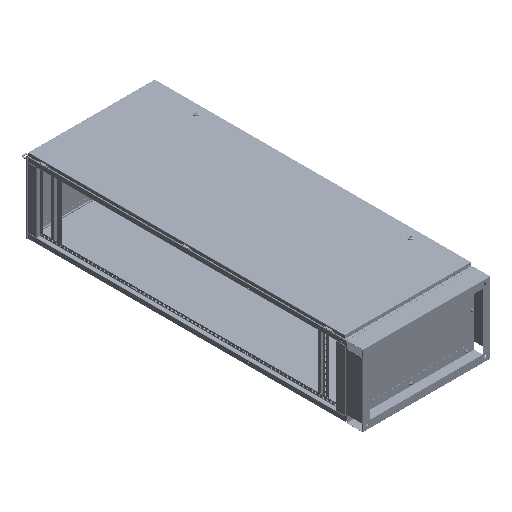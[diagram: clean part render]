
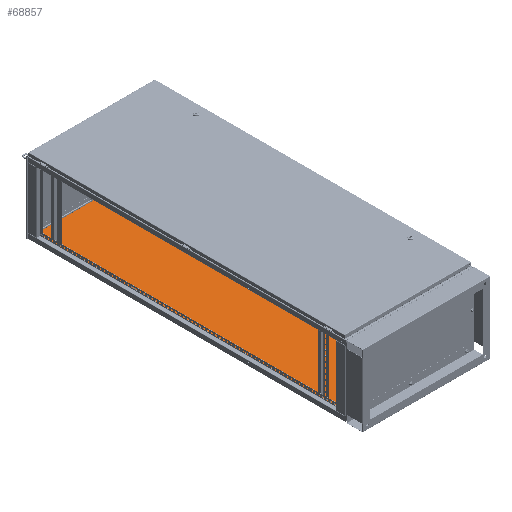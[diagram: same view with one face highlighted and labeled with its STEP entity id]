
A CAD part, isometric view. The second image highlights one B-rep face of the part: STEP entity #68857.
In plain terms, the highlighted face is planar.
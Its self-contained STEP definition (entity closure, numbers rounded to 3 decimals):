
#5565 = CARTESIAN_POINT ( 'NONE',  ( -798., 1998.823, -1. ) ) ;
#6840 = EDGE_CURVE ( 'NONE', #43896, #20101, #43437, .T. ) ;
#8129 = EDGE_CURVE ( 'NONE', #20101, #80642, #42115, .T. ) ;
#8647 = VECTOR ( 'NONE', #82816, 1000. ) ;
#11886 = PLANE ( 'NONE',  #64567 ) ;
#17818 = CARTESIAN_POINT ( 'NONE',  ( -2., 1.177, -1. ) ) ;
#17871 = CARTESIAN_POINT ( 'NONE',  ( 0., 0., -1. ) ) ;
#19617 = VECTOR ( 'NONE', #77232, 1000. ) ;
#20101 = VERTEX_POINT ( 'NONE', #67652 ) ;
#32469 = EDGE_LOOP ( 'NONE', ( #82590, #79075, #46371, #61511 ) ) ;
#39267 = VECTOR ( 'NONE', #45492, 1000. ) ;
#39450 = EDGE_CURVE ( 'NONE', #63111, #43896, #61763, .T. ) ;
#42115 = LINE ( 'NONE', #45016, #39267 ) ;
#43437 = LINE ( 'NONE', #5565, #8647 ) ;
#43896 = VERTEX_POINT ( 'NONE', #53526 ) ;
#45016 = CARTESIAN_POINT ( 'NONE',  ( -798.823, 2., -1. ) ) ;
#45492 = DIRECTION ( 'NONE',  ( 1., 0., 0. ) ) ;
#46371 = ORIENTED_EDGE ( 'NONE', *, *, #39450, .F. ) ;
#49571 = CARTESIAN_POINT ( 'NONE',  ( -2., 1998., -1. ) ) ;
#53526 = CARTESIAN_POINT ( 'NONE',  ( -798., 1998., -1. ) ) ;
#55224 = EDGE_CURVE ( 'NONE', #80642, #63111, #85206, .T. ) ;
#61511 = ORIENTED_EDGE ( 'NONE', *, *, #55224, .F. ) ;
#61763 = LINE ( 'NONE', #77730, #96810 ) ;
#63111 = VERTEX_POINT ( 'NONE', #49571 ) ;
#64567 = AXIS2_PLACEMENT_3D ( 'NONE', #17871, #91861, #76906 ) ;
#67652 = CARTESIAN_POINT ( 'NONE',  ( -798., 2., -1. ) ) ;
#68857 = ADVANCED_FACE ( 'NONE', ( #86730 ), #11886, .F. ) ;
#76906 = DIRECTION ( 'NONE',  ( 1., 0., 0. ) ) ;
#77232 = DIRECTION ( 'NONE',  ( 0., 1., 0. ) ) ;
#77730 = CARTESIAN_POINT ( 'NONE',  ( -1.177, 1998., -1. ) ) ;
#79075 = ORIENTED_EDGE ( 'NONE', *, *, #6840, .F. ) ;
#79928 = CARTESIAN_POINT ( 'NONE',  ( -2., 2., -1. ) ) ;
#80642 = VERTEX_POINT ( 'NONE', #79928 ) ;
#82590 = ORIENTED_EDGE ( 'NONE', *, *, #8129, .F. ) ;
#82816 = DIRECTION ( 'NONE',  ( 0., -1., 0. ) ) ;
#85206 = LINE ( 'NONE', #17818, #19617 ) ;
#86730 = FACE_OUTER_BOUND ( 'NONE', #32469, .T. ) ;
#91229 = DIRECTION ( 'NONE',  ( -1., 0., 0. ) ) ;
#91861 = DIRECTION ( 'NONE',  ( 0., 0., 1. ) ) ;
#96810 = VECTOR ( 'NONE', #91229, 1000. ) ;
